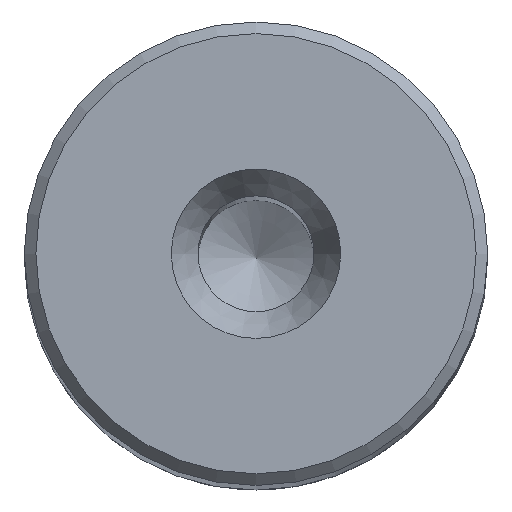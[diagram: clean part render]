
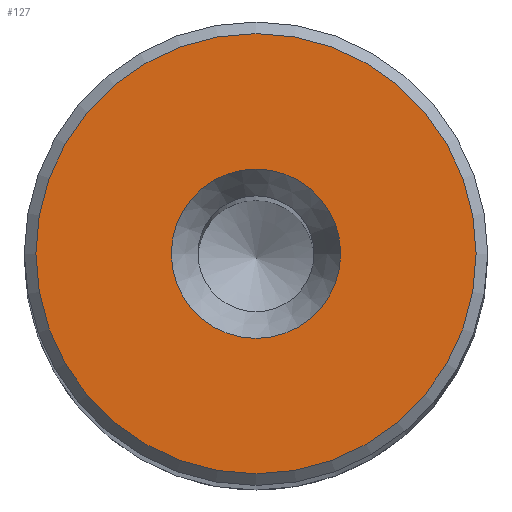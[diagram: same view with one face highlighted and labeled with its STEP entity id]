
A CAD part, top view. The second image highlights one B-rep face of the part: STEP entity #127.
In plain terms, the highlighted planar face has unit normal (0, 0, 1).
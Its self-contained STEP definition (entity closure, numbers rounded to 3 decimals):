
#46=PLANE('',#721);
#127=ADVANCED_FACE('',(#273,#274),#46,.F.);
#273=FACE_BOUND('',#376,.T.);
#274=FACE_BOUND('',#377,.T.);
#376=EDGE_LOOP('',(#478));
#377=EDGE_LOOP('',(#479));
#478=ORIENTED_EDGE('',*,*,#608,.T.);
#479=ORIENTED_EDGE('',*,*,#609,.T.);
#556=VERTEX_POINT('',#1280);
#557=VERTEX_POINT('',#1282);
#608=EDGE_CURVE('',#556,#556,#655,.T.);
#609=EDGE_CURVE('',#557,#557,#656,.T.);
#655=CIRCLE('',#719,9.5);
#656=CIRCLE('',#720,3.655);
#719=AXIS2_PLACEMENT_3D('',#1279,#879,#880);
#720=AXIS2_PLACEMENT_3D('',#1281,#881,#882);
#721=AXIS2_PLACEMENT_3D('',#1283,#883,#884);
#879=DIRECTION('',(0.,0.,1.));
#880=DIRECTION('',(-1.,0.,0.));
#881=DIRECTION('',(0.,0.,-1.));
#882=DIRECTION('',(-1.,0.,0.));
#883=DIRECTION('',(0.,0.,-1.));
#884=DIRECTION('',(-1.,0.,0.));
#1279=CARTESIAN_POINT('',(0.,0.,105.));
#1280=CARTESIAN_POINT('',(-9.5,0.,105.));
#1281=CARTESIAN_POINT('',(0.,0.,105.));
#1282=CARTESIAN_POINT('',(-3.655,0.,105.));
#1283=CARTESIAN_POINT('',(10.,0.,105.));
